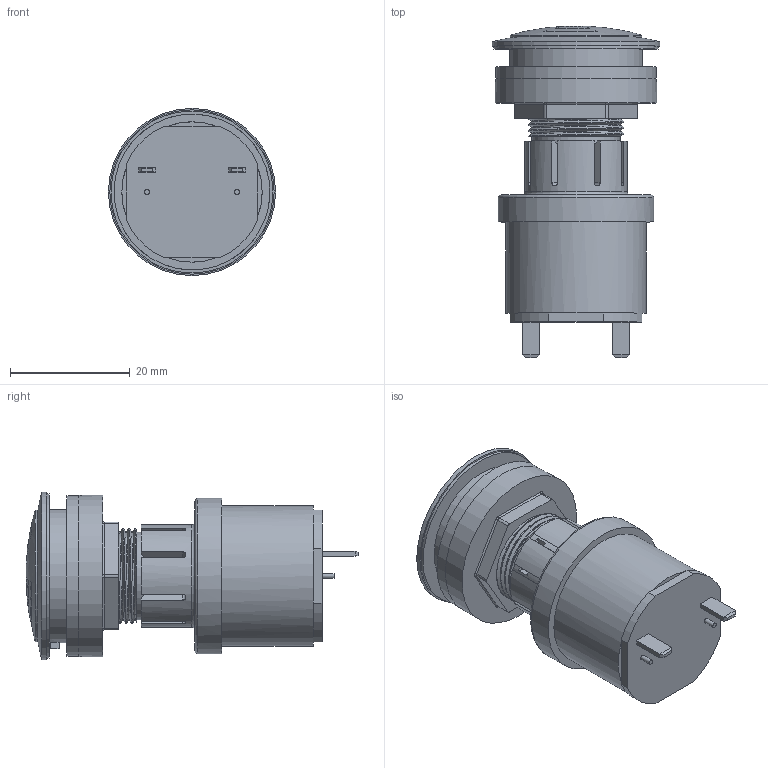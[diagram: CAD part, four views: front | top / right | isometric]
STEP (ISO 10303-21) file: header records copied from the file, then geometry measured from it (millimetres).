
FILE_DESCRIPTION(/* description */ (''),/* implementation_level */ '2;1');
FILE_NAME(/* name */ 'RRJNSG+SG-24V_ipt.stp',/* time_stamp */ '2016-03-10T14:55:28+01:00',/* author */ ('mharscher'),/* organization */ (''),/* preprocessor_version */ 'ST-DEVELOPER v15.2',/* originating_system */ 'Autodesk Inventor 2014',/* authorisation */ '');
FILE_SCHEMA (('CONFIG_CONTROL_DESIGN'));
Length unit declared in the file: centimetre
Products named in the file (1): RRJNSG+SG-24V_ipt
Bounding box: 27.9 x 55.39 x 27.9 mm (x, y, z)
Volume: 18339.2 mm3; surface area: 8399.5 mm2
Topology: 1 solids, 3 shells, 284 faces, 746 edges, 489 vertices
Faces by surface type: plane 160, cylinder 70, cone 24, torus 16, sphere 11, bspline 3
Full cylindrical faces by diameter (mm): 0.8 x2, 13.293 x1, 14.7 x1, 14.75 x1, 16 x2, 16.5 x1, 17.1 x1, 20.24 x2, 22.05 x1, 22.2 x1, 23.4 x1, 25 x1, 26 x1, 26.86 x1, 27.4 x1, 27.9 x1
Entity records: 12799 total; most frequent: CARTESIAN_POINT 6024, DIRECTION 1410, ORIENTED_EDGE 1392, EDGE_CURVE 696, AXIS2_PLACEMENT_3D 543, VERTEX_POINT 471, EDGE_LOOP 345, LINE 324
